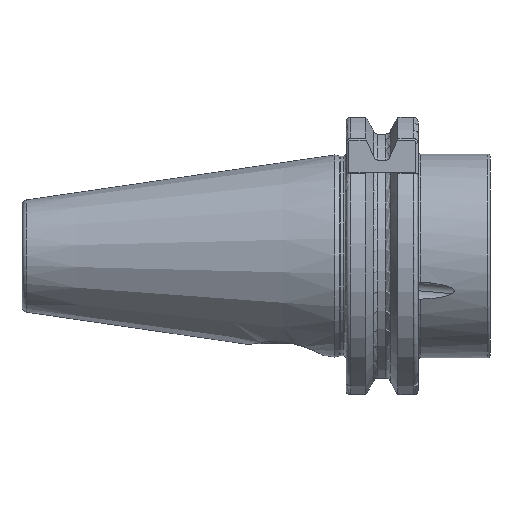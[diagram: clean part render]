
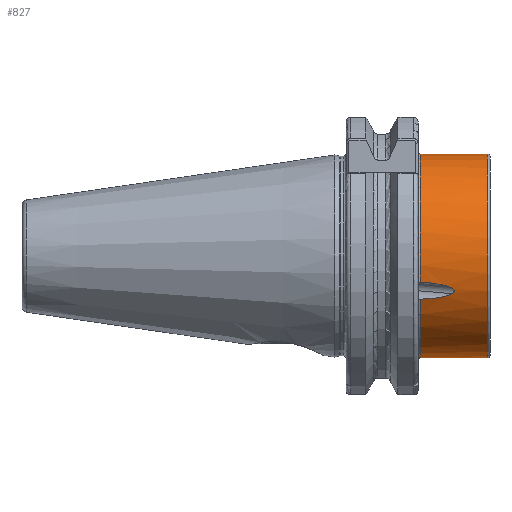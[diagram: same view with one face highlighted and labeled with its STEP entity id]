
A CAD part, front view. The second image highlights one B-rep face of the part: STEP entity #827.
In plain terms, the highlighted cylindrical face has radius 22.5 mm (diameter 45 mm), a partial arc.
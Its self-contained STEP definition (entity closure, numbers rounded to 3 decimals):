
#827 = ADVANCED_FACE ( 'NONE', ( #37558 ), #37551, .T. ) ;
#1013 = EDGE_CURVE ( 'NONE', #6031, #6268, #39470, .T. ) ;
#1034 = EDGE_CURVE ( 'NONE', #34019, #6135, #4308, .T. ) ;
#1037 = EDGE_CURVE ( 'NONE', #6043, #6079, #39477, .T. ) ;
#1050 = EDGE_CURVE ( 'NONE', #34029, #34019, #39454, .T. ) ;
#1068 = EDGE_CURVE ( 'NONE', #6233, #34029, #4286, .T. ) ;
#3321 = AXIS2_PLACEMENT_3D ( 'NONE', #7313, #7291, #7316 ) ;
#3335 = AXIS2_PLACEMENT_3D ( 'NONE', #7258, #7232, #7244 ) ;
#3337 = AXIS2_PLACEMENT_3D ( 'NONE', #7144, #7138, #7145 ) ;
#4286 = B_SPLINE_CURVE_WITH_KNOTS ( 'NONE', 3,
 ( #7668, #7627, #7681, #7678, #7682, #7625, #7626, #7630, #7632, #7721, #7737, #7701 ),
 .UNSPECIFIED., .F., .F.,
 ( 4, 2, 2, 2, 2, 4 ),
 ( 0.009, 0.01, 0.011, 0.013, 0.015, 0.017 ),
 .UNSPECIFIED. ) ;
#4308 = B_SPLINE_CURVE_WITH_KNOTS ( 'NONE', 3,
 ( #7230, #7261, #7270, #7223, #7247, #7228 ),
 .UNSPECIFIED., .F., .F.,
 ( 4, 2, 4 ),
 ( 0., 0.001, 0.003 ),
 .UNSPECIFIED. ) ;
#6031 = VERTEX_POINT ( 'NONE', #12704 ) ;
#6043 = VERTEX_POINT ( 'NONE', #12777 ) ;
#6079 = VERTEX_POINT ( 'NONE', #12775 ) ;
#6135 = VERTEX_POINT ( 'NONE', #12853 ) ;
#6233 = VERTEX_POINT ( 'NONE', #12911 ) ;
#6268 = VERTEX_POINT ( 'NONE', #12994 ) ;
#7138 = DIRECTION ( 'NONE',  ( 1., 0., 0. ) ) ;
#7144 = CARTESIAN_POINT ( 'NONE',  ( 16.4, 0., 0. ) ) ;
#7145 = DIRECTION ( 'NONE',  ( 0., 0., 1. ) ) ;
#7223 = CARTESIAN_POINT ( 'NONE',  ( 16.366, -0.989, -22.484 ) ) ;
#7228 = CARTESIAN_POINT ( 'NONE',  ( 16.358, 0., -22.5 ) ) ;
#7230 = CARTESIAN_POINT ( 'NONE',  ( 16.4, -2.961, -22.304 ) ) ;
#7232 = DIRECTION ( 'NONE',  ( -1., 0., 0. ) ) ;
#7244 = DIRECTION ( 'NONE',  ( 0., 0., 1. ) ) ;
#7247 = CARTESIAN_POINT ( 'NONE',  ( 16.358, -0.494, -22.5 ) ) ;
#7258 = CARTESIAN_POINT ( 'NONE',  ( 31.3, 0., 0. ) ) ;
#7261 = CARTESIAN_POINT ( 'NONE',  ( 16.4, -2.47, -22.37 ) ) ;
#7270 = CARTESIAN_POINT ( 'NONE',  ( 16.387, -1.976, -22.419 ) ) ;
#7291 = DIRECTION ( 'NONE',  ( 1., 0., 0. ) ) ;
#7313 = CARTESIAN_POINT ( 'NONE',  ( 16.4, 0., 0. ) ) ;
#7316 = DIRECTION ( 'NONE',  ( 0., 0., 1. ) ) ;
#7625 = CARTESIAN_POINT ( 'NONE',  ( 21.151, -20.592, -9.069 ) ) ;
#7626 = CARTESIAN_POINT ( 'NONE',  ( 20.566, -20.546, -9.172 ) ) ;
#7627 = CARTESIAN_POINT ( 'NONE',  ( 23.144, -20.845, -8.471 ) ) ;
#7630 = CARTESIAN_POINT ( 'NONE',  ( 19.385, -20.471, -9.338 ) ) ;
#7632 = CARTESIAN_POINT ( 'NONE',  ( 18.789, -20.443, -9.4 ) ) ;
#7668 = CARTESIAN_POINT ( 'NONE',  ( 23.396, -20.907, -8.317 ) ) ;
#7678 = CARTESIAN_POINT ( 'NONE',  ( 22.303, -20.717, -8.778 ) ) ;
#7681 = CARTESIAN_POINT ( 'NONE',  ( 22.868, -20.799, -8.582 ) ) ;
#7682 = CARTESIAN_POINT ( 'NONE',  ( 22.017, -20.683, -8.858 ) ) ;
#7701 = CARTESIAN_POINT ( 'NONE',  ( 16.4, -20.38, -9.534 ) ) ;
#7721 = CARTESIAN_POINT ( 'NONE',  ( 17.596, -20.4, -9.491 ) ) ;
#7737 = CARTESIAN_POINT ( 'NONE',  ( 16.999, -20.387, -9.52 ) ) ;
#12704 = CARTESIAN_POINT ( 'NONE',  ( 16.4, 0., 22.5 ) ) ;
#12775 = CARTESIAN_POINT ( 'NONE',  ( 31.3, 0., 22.5 ) ) ;
#12777 = CARTESIAN_POINT ( 'NONE',  ( 31.3, 0., -22.5 ) ) ;
#12853 = CARTESIAN_POINT ( 'NONE',  ( 16.358, 0., -22.5 ) ) ;
#12911 = CARTESIAN_POINT ( 'NONE',  ( 23.396, -20.907, -8.317 ) ) ;
#12994 = CARTESIAN_POINT ( 'NONE',  ( 16.4, -21.741, -5.796 ) ) ;
#13250 = B_SPLINE_CURVE_WITH_KNOTS ( 'NONE', 3,
 ( #17316, #17300, #17307, #17292, #17318, #17282, #17276, #17288, #17280, #17284, #17285, #17308, #17301, #17293, #17289, #17294, #17297, #17302, #17303, #17310, #17311, #17319, #17312, #17320 ),
 .UNSPECIFIED., .F., .F.,
 ( 4, 2, 2, 2, 2, 2, 2, 2, 2, 2, 2, 4 ),
 ( 0., 0.003, 0.005, 0.006, 0.007, 0.008, 0.008, 0.008, 0.009, 0.009, 0.009, 0.009 ),
 .UNSPECIFIED. ) ;
#17276 = CARTESIAN_POINT ( 'NONE',  ( 21.535, -21.576, -6.383 ) ) ;
#17280 = CARTESIAN_POINT ( 'NONE',  ( 22.6, -21.484, -6.686 ) ) ;
#17282 = CARTESIAN_POINT ( 'NONE',  ( 21.174, -21.599, -6.303 ) ) ;
#17284 = CARTESIAN_POINT ( 'NONE',  ( 23.106, -21.414, -6.905 ) ) ;
#17285 = CARTESIAN_POINT ( 'NONE',  ( 23.272, -21.388, -6.987 ) ) ;
#17288 = CARTESIAN_POINT ( 'NONE',  ( 22.249, -21.518, -6.575 ) ) ;
#17289 = CARTESIAN_POINT ( 'NONE',  ( 23.771, -21.256, -7.377 ) ) ;
#17292 = CARTESIAN_POINT ( 'NONE',  ( 19.35, -21.686, -5.999 ) ) ;
#17293 = CARTESIAN_POINT ( 'NONE',  ( 23.708, -21.28, -7.309 ) ) ;
#17294 = CARTESIAN_POINT ( 'NONE',  ( 23.863, -21.202, -7.532 ) ) ;
#17297 = CARTESIAN_POINT ( 'NONE',  ( 23.891, -21.17, -7.621 ) ) ;
#17300 = CARTESIAN_POINT ( 'NONE',  ( 17.14, -21.736, -5.815 ) ) ;
#17301 = CARTESIAN_POINT ( 'NONE',  ( 23.574, -21.321, -7.188 ) ) ;
#17302 = CARTESIAN_POINT ( 'NONE',  ( 23.885, -21.106, -7.798 ) ) ;
#17303 = CARTESIAN_POINT ( 'NONE',  ( 23.851, -21.074, -7.884 ) ) ;
#17307 = CARTESIAN_POINT ( 'NONE',  ( 17.878, -21.724, -5.858 ) ) ;
#17308 = CARTESIAN_POINT ( 'NONE',  ( 23.501, -21.339, -7.135 ) ) ;
#17310 = CARTESIAN_POINT ( 'NONE',  ( 23.753, -21.017, -8.034 ) ) ;
#17311 = CARTESIAN_POINT ( 'NONE',  ( 23.689, -20.992, -8.099 ) ) ;
#17312 = CARTESIAN_POINT ( 'NONE',  ( 23.474, -20.925, -8.269 ) ) ;
#17316 = CARTESIAN_POINT ( 'NONE',  ( 16.4, -21.741, -5.796 ) ) ;
#17318 = CARTESIAN_POINT ( 'NONE',  ( 20.085, -21.659, -6.095 ) ) ;
#17319 = CARTESIAN_POINT ( 'NONE',  ( 23.55, -20.946, -8.217 ) ) ;
#17320 = CARTESIAN_POINT ( 'NONE',  ( 23.396, -20.907, -8.317 ) ) ;
#18533 = EDGE_CURVE ( 'NONE', #6268, #6233, #13250, .T. ) ;
#22112 = DIRECTION ( 'NONE',  ( -1., 0., 0. ) ) ;
#22153 = CARTESIAN_POINT ( 'NONE',  ( -85.849, 0., -22.5 ) ) ;
#22273 = CARTESIAN_POINT ( 'NONE',  ( 16.4, -2.961, -22.304 ) ) ;
#22327 = CARTESIAN_POINT ( 'NONE',  ( 16.4, -20.38, -9.534 ) ) ;
#22742 = CARTESIAN_POINT ( 'NONE',  ( -85.849, 0., 22.5 ) ) ;
#22812 = DIRECTION ( 'NONE',  ( -1., 0., 0. ) ) ;
#28597 = CARTESIAN_POINT ( 'NONE',  ( -85.849, 0., 0. ) ) ;
#28598 = DIRECTION ( 'NONE',  ( 0., 0., 1. ) ) ;
#28610 = DIRECTION ( 'NONE',  ( -1., 0., 0. ) ) ;
#30134 = AXIS2_PLACEMENT_3D ( 'NONE', #28597, #28610, #28598 ) ;
#30332 = EDGE_CURVE ( 'NONE', #6043, #6135, #40102, .T. ) ;
#30371 = EDGE_CURVE ( 'NONE', #6079, #6031, #40169, .T. ) ;
#34019 = VERTEX_POINT ( 'NONE', #22273 ) ;
#34029 = VERTEX_POINT ( 'NONE', #22327 ) ;
#34972 = EDGE_LOOP ( 'NONE', ( #37707, #37708, #37717, #37732, #37702, #37715, #37724, #37736 ) ) ;
#37551 = CYLINDRICAL_SURFACE ( 'NONE', #30134, 22.5 ) ;
#37558 = FACE_OUTER_BOUND ( 'NONE', #34972, .T. ) ;
#37702 = ORIENTED_EDGE ( 'NONE', *, *, #18533, .T. ) ;
#37707 = ORIENTED_EDGE ( 'NONE', *, *, #30332, .F. ) ;
#37708 = ORIENTED_EDGE ( 'NONE', *, *, #1037, .T. ) ;
#37715 = ORIENTED_EDGE ( 'NONE', *, *, #1068, .T. ) ;
#37717 = ORIENTED_EDGE ( 'NONE', *, *, #30371, .T. ) ;
#37724 = ORIENTED_EDGE ( 'NONE', *, *, #1050, .T. ) ;
#37732 = ORIENTED_EDGE ( 'NONE', *, *, #1013, .T. ) ;
#37736 = ORIENTED_EDGE ( 'NONE', *, *, #1034, .T. ) ;
#39454 = CIRCLE ( 'NONE', #3321, 22.5 ) ;
#39470 = CIRCLE ( 'NONE', #3337, 22.5 ) ;
#39477 = CIRCLE ( 'NONE', #3335, 22.5 ) ;
#40102 = LINE ( 'NONE', #22153, #40104 ) ;
#40104 = VECTOR ( 'NONE', #22112, 1000. ) ;
#40169 = LINE ( 'NONE', #22742, #40181 ) ;
#40181 = VECTOR ( 'NONE', #22812, 1000. ) ;
